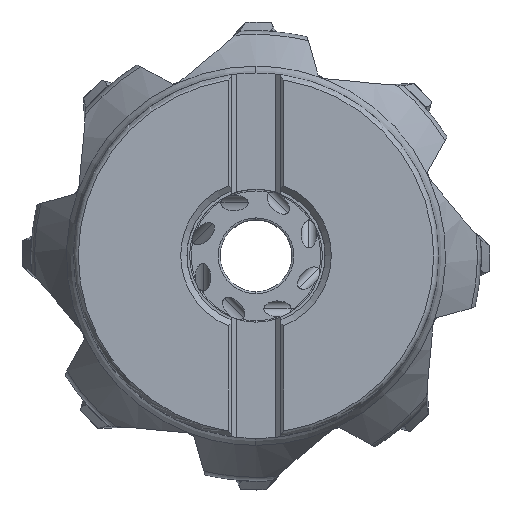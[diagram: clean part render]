
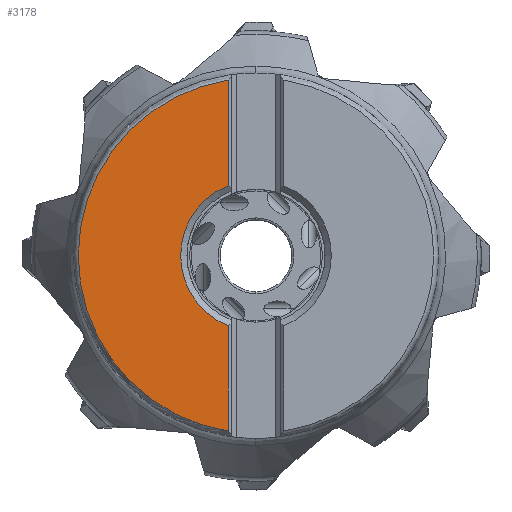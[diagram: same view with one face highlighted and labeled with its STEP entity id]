
A CAD part, top view. The second image highlights one B-rep face of the part: STEP entity #3178.
In plain terms, the highlighted planar face has unit normal (0, 0, 1).
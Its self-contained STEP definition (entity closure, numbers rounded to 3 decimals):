
#230=PLANE('',#20382);
#1234=LINE('',#31704,#2084);
#1235=LINE('',#31708,#2085);
#2084=VECTOR('',#23233,1.);
#2085=VECTOR('',#23236,1.);
#3178=ADVANCED_FACE('',(#4365),#230,.F.);
#4365=FACE_OUTER_BOUND('',#5423,.T.);
#5423=EDGE_LOOP('',(#8395,#8396,#8397,#8398,#8399));
#6541=CIRCLE('',#20378,33.979);
#6542=CIRCLE('',#20379,33.979);
#6543=CIRCLE('',#20381,14.4);
#8395=ORIENTED_EDGE('',*,*,#16399,.F.);
#8396=ORIENTED_EDGE('',*,*,#16400,.F.);
#8397=ORIENTED_EDGE('',*,*,#16401,.F.);
#8398=ORIENTED_EDGE('',*,*,#16398,.F.);
#8399=ORIENTED_EDGE('',*,*,#16397,.F.);
#14240=VERTEX_POINT('',#31678);
#14243=VERTEX_POINT('',#31699);
#14244=VERTEX_POINT('',#31701);
#14245=VERTEX_POINT('',#31705);
#14246=VERTEX_POINT('',#31707);
#16397=EDGE_CURVE('',#14243,#14244,#6541,.T.);
#16398=EDGE_CURVE('',#14244,#14240,#6542,.T.);
#16399=EDGE_CURVE('',#14245,#14243,#1234,.T.);
#16400=EDGE_CURVE('',#14246,#14245,#6543,.T.);
#16401=EDGE_CURVE('',#14240,#14246,#1235,.T.);
#20378=AXIS2_PLACEMENT_3D('',#31700,#23227,#23228);
#20379=AXIS2_PLACEMENT_3D('',#31702,#23229,#23230);
#20381=AXIS2_PLACEMENT_3D('',#31706,#23234,#23235);
#20382=AXIS2_PLACEMENT_3D('',#31709,#23237,#23238);
#23227=DIRECTION('',(0.,0.,-1.));
#23228=DIRECTION('',(-0.155,-0.988,0.));
#23229=DIRECTION('',(0.,0.,-1.));
#23230=DIRECTION('',(-1.,0.002,0.));
#23233=DIRECTION('',(0.,-1.,0.));
#23234=DIRECTION('',(0.,0.,1.));
#23235=DIRECTION('',(-0.365,0.931,0.));
#23236=DIRECTION('',(0.,-1.,0.));
#23237=DIRECTION('',(0.,0.,-1.));
#23238=DIRECTION('',(1.,0.,0.));
#31678=CARTESIAN_POINT('',(-5.262,33.569,0.));
#31699=CARTESIAN_POINT('',(-5.262,-33.569,0.));
#31700=CARTESIAN_POINT('',(0.,0.,0.));
#31701=CARTESIAN_POINT('',(-33.978,0.079,0.));
#31702=CARTESIAN_POINT('',(0.,0.,0.));
#31704=CARTESIAN_POINT('',(-5.263,-13.404,0.));
#31705=CARTESIAN_POINT('',(-5.263,-13.404,0.));
#31706=CARTESIAN_POINT('',(0.,0.,0.));
#31707=CARTESIAN_POINT('',(-5.263,13.404,0.));
#31708=CARTESIAN_POINT('',(-5.262,33.569,0.));
#31709=CARTESIAN_POINT('',(50.,53.686,0.));
